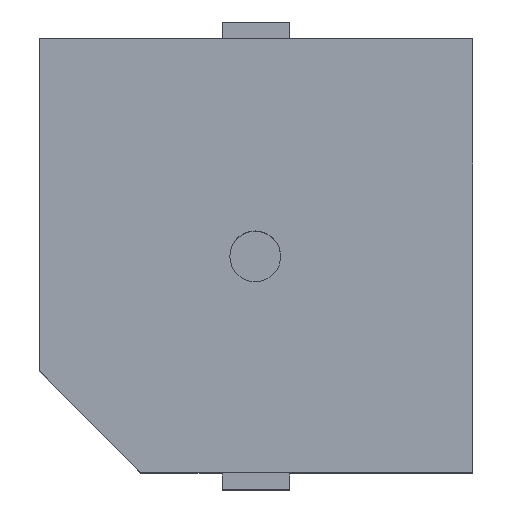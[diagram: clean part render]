
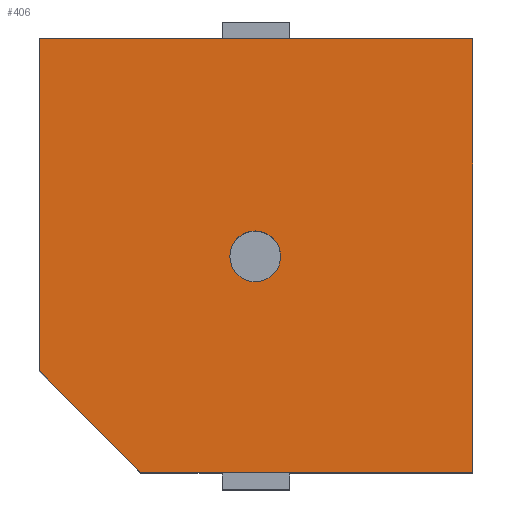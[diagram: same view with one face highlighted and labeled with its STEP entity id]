
A CAD part, top view. The second image highlights one B-rep face of the part: STEP entity #406.
In plain terms, the highlighted planar face has unit normal (0, 0, 1).
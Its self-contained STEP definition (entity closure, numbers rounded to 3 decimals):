
#15=FACE_BOUND('',#165,.T.);
#16=LINE('',#569,#68);
#20=LINE('',#577,#72);
#21=LINE('',#579,#73);
#22=LINE('',#581,#74);
#23=LINE('',#582,#75);
#68=VECTOR('',#470,10.);
#72=VECTOR('',#476,10.);
#73=VECTOR('',#477,10.);
#74=VECTOR('',#478,10.);
#75=VECTOR('',#479,10.);
#143=FACE_OUTER_BOUND('',#164,.T.);
#164=EDGE_LOOP('',(#281,#282,#283,#284,#285));
#165=EDGE_LOOP('',(#286));
#185=CIRCLE('',#443,0.75);
#187=VERTEX_POINT('',#567);
#188=VERTEX_POINT('',#568);
#191=VERTEX_POINT('',#576);
#192=VERTEX_POINT('',#578);
#193=VERTEX_POINT('',#580);
#194=VERTEX_POINT('',#583);
#223=EDGE_CURVE('',#187,#188,#16,.T.);
#227=EDGE_CURVE('',#188,#191,#20,.T.);
#228=EDGE_CURVE('',#191,#192,#21,.T.);
#229=EDGE_CURVE('',#192,#193,#22,.T.);
#230=EDGE_CURVE('',#193,#187,#23,.T.);
#231=EDGE_CURVE('',#194,#194,#185,.T.);
#281=ORIENTED_EDGE('',*,*,#223,.T.);
#282=ORIENTED_EDGE('',*,*,#227,.T.);
#283=ORIENTED_EDGE('',*,*,#228,.T.);
#284=ORIENTED_EDGE('',*,*,#229,.T.);
#285=ORIENTED_EDGE('',*,*,#230,.T.);
#286=ORIENTED_EDGE('',*,*,#231,.T.);
#386=PLANE('',#442);
#406=ADVANCED_FACE('',(#143,#15),#386,.T.);
#442=AXIS2_PLACEMENT_3D('',#575,#474,#475);
#443=AXIS2_PLACEMENT_3D('',#584,#480,#481);
#470=DIRECTION('',(0.707,-0.707,0.));
#474=DIRECTION('center_axis',(0.,0.,1.));
#475=DIRECTION('ref_axis',(1.,0.,0.));
#476=DIRECTION('',(1.,0.,0.));
#477=DIRECTION('',(0.,1.,0.));
#478=DIRECTION('',(-1.,0.,0.));
#479=DIRECTION('',(0.,-1.,0.));
#480=DIRECTION('center_axis',(0.,0.,-1.));
#481=DIRECTION('ref_axis',(1.,0.,0.));
#567=CARTESIAN_POINT('',(-6.4,-3.4,7.));
#568=CARTESIAN_POINT('',(-3.4,-6.4,7.));
#569=CARTESIAN_POINT('',(-4.15,-5.65,7.));
#575=CARTESIAN_POINT('Origin',(0.,0.,7.));
#576=CARTESIAN_POINT('',(6.4,-6.4,7.));
#577=CARTESIAN_POINT('',(-6.4,-6.4,7.));
#578=CARTESIAN_POINT('',(6.4,6.4,7.));
#579=CARTESIAN_POINT('',(6.4,-3.399,7.));
#580=CARTESIAN_POINT('',(-6.4,6.4,7.));
#581=CARTESIAN_POINT('',(6.4,6.4,7.));
#582=CARTESIAN_POINT('',(-6.4,6.4,7.));
#583=CARTESIAN_POINT('',(-0.772,-0.02,7.));
#584=CARTESIAN_POINT('Origin',(-0.022,-0.02,
7.));
